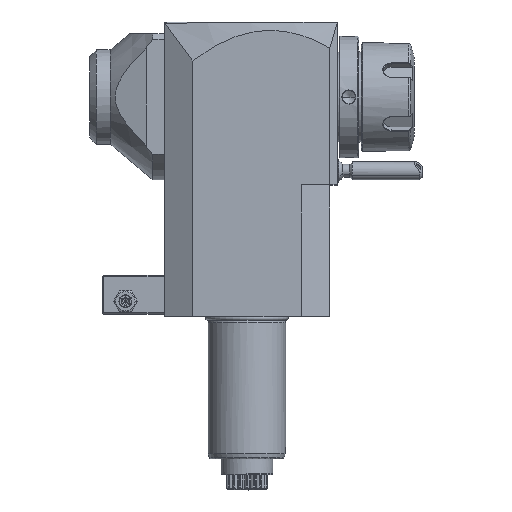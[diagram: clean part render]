
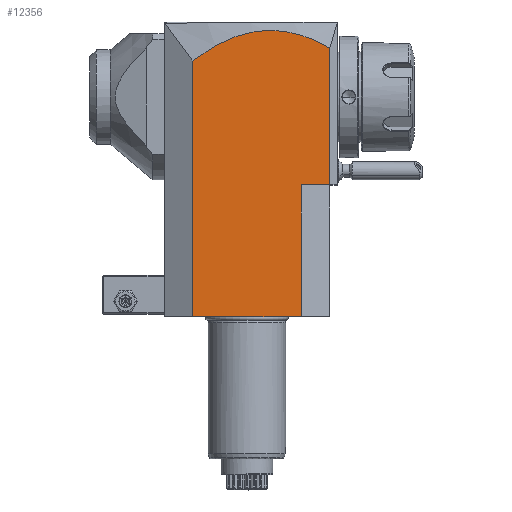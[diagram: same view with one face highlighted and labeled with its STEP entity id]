
A CAD part, top view. The second image highlights one B-rep face of the part: STEP entity #12356.
In plain terms, the highlighted planar face has unit normal (0, 0, 1).
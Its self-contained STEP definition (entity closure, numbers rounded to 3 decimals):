
#5=DIRECTION('',(-1.,0.,0.));
#6=VECTOR('',#5,42.);
#7=CARTESIAN_POINT('',(21.,0.,32.));
#8=LINE('',#7,#6);
#157=DIRECTION('',(0.,-1.,0.));
#158=VECTOR('',#157,98.907);
#159=CARTESIAN_POINT('',(-21.,98.907,32.));
#160=LINE('',#159,#158);
#182=CARTESIAN_POINT('',(-21.,98.907,32.));
#183=CARTESIAN_POINT('',(-16.774,102.25,32.));
#184=CARTESIAN_POINT('',(-8.233,107.551,32.));
#185=CARTESIAN_POINT('',(2.677,110.613,32.));
#186=CARTESIAN_POINT('',(11.551,110.816,32.));
#187=CARTESIAN_POINT('',(18.282,109.806,32.));
#188=CARTESIAN_POINT('',(25.093,107.588,32.));
#189=CARTESIAN_POINT('',(29.688,105.266,32.));
#190=CARTESIAN_POINT('',(32.,103.883,32.));
#192=DIRECTION('',(0.,-1.,0.));
#193=VECTOR('',#192,52.883);
#194=CARTESIAN_POINT('',(32.,103.883,32.));
#195=LINE('',#194,#193);
#204=DIRECTION('',(0.,1.,0.));
#205=VECTOR('',#204,51.);
#206=CARTESIAN_POINT('',(21.,0.,32.));
#207=LINE('',#206,#205);
#216=DIRECTION('',(1.,0.,0.));
#217=VECTOR('',#216,11.);
#218=CARTESIAN_POINT('',(21.,51.,32.));
#219=LINE('',#218,#217);
#11463=VERTEX_POINT('',#182);
#11464=VERTEX_POINT('',#190);
#11465=CARTESIAN_POINT('',(32.,51.,32.));
#11466=VERTEX_POINT('',#11465);
#11528=CARTESIAN_POINT('',(21.,51.,32.));
#11529=VERTEX_POINT('',#11528);
#11917=CARTESIAN_POINT('',(-21.,0.,32.));
#11919=VERTEX_POINT('',#11917);
#11931=CARTESIAN_POINT('',(21.,0.,32.));
#11932=VERTEX_POINT('',#11931);
#12339=CARTESIAN_POINT('',(-35.103,51.,32.));
#12340=DIRECTION('',(0.,0.,1.));
#12341=DIRECTION('',(1.,0.,0.));
#12342=AXIS2_PLACEMENT_3D('',#12339,#12340,#12341);
#12343=PLANE('',#12342);
#12345=ORIENTED_EDGE('',*,*,#12344,.F.);
#12346=ORIENTED_EDGE('',*,*,#12291,.T.);
#12347=ORIENTED_EDGE('',*,*,#12325,.F.);
#12349=ORIENTED_EDGE('',*,*,#12348,.T.);
#12351=ORIENTED_EDGE('',*,*,#12350,.T.);
#12353=ORIENTED_EDGE('',*,*,#12352,.F.);
#12354=EDGE_LOOP('',(#12345,#12346,#12347,#12349,#12351,#12353));
#12355=FACE_OUTER_BOUND('',#12354,.F.);
#191=B_SPLINE_CURVE_WITH_KNOTS('',3,(#182,#183,#184,#185,#186,#187,#188,#189,
#190),.UNSPECIFIED.,.F.,.F.,(4,1,1,1,1,1,4),(0.,0.25,0.5,0.625,0.75,
0.875,1.),.UNSPECIFIED.);
#12291=EDGE_CURVE('',#11932,#11919,#8,.T.);
#12325=EDGE_CURVE('',#11463,#11919,#160,.T.);
#12344=EDGE_CURVE('',#11932,#11529,#207,.T.);
#12348=EDGE_CURVE('',#11463,#11464,#191,.T.);
#12350=EDGE_CURVE('',#11464,#11466,#195,.T.);
#12352=EDGE_CURVE('',#11529,#11466,#219,.T.);
#12356=ADVANCED_FACE('',(#12355),#12343,.T.);
